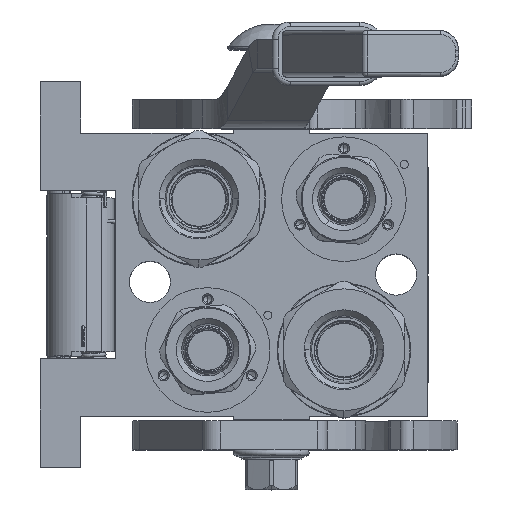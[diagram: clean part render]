
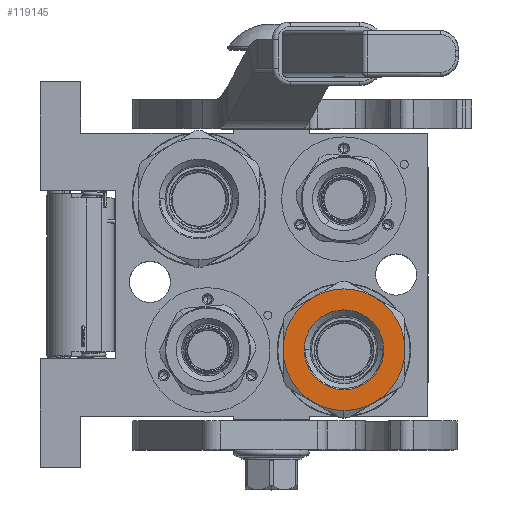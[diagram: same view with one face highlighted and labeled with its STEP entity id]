
A CAD part, top view. The second image highlights one B-rep face of the part: STEP entity #119145.
In plain terms, the highlighted face is planar.
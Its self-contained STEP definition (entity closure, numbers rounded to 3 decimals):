
#1107 = CARTESIAN_POINT ( 'NONE',  ( 100.6, 10.5, -18.187 ) ) ;
#2929 = FACE_OUTER_BOUND ( 'NONE', #136052, .T. ) ;
#5500 = CARTESIAN_POINT ( 'NONE',  ( 100.6, 0., 0. ) ) ;
#5645 = CARTESIAN_POINT ( 'NONE',  ( 100.6, 10.5, 18.187 ) ) ;
#5889 = DIRECTION ( 'NONE',  ( -1., 0., 0. ) ) ;
#8489 = AXIS2_PLACEMENT_3D ( 'NONE', #49034, #35941, #80897 ) ;
#8577 = VERTEX_POINT ( 'NONE', #57340 ) ;
#10095 = EDGE_CURVE ( 'NONE', #130368, #108783, #13198, .T. ) ;
#10619 = CIRCLE ( 'NONE', #29459, 13.75 ) ;
#12901 = CARTESIAN_POINT ( 'NONE',  ( 100.6, 0., 0. ) ) ;
#13198 = CIRCLE ( 'NONE', #17277, 13.75 ) ;
#13353 = CARTESIAN_POINT ( 'NONE',  ( 100.6, -10.5, 18.187 ) ) ;
#13436 = EDGE_CURVE ( 'NONE', #19390, #112961, #75896, .T. ) ;
#16774 = DIRECTION ( 'NONE',  ( 0., 0.5, 0.866 ) ) ;
#16808 = ORIENTED_EDGE ( 'NONE', *, *, #144665, .T. ) ;
#17277 = AXIS2_PLACEMENT_3D ( 'NONE', #96985, #52973, #75461 ) ;
#19390 = VERTEX_POINT ( 'NONE', #134872 ) ;
#19648 = CARTESIAN_POINT ( 'NONE',  ( 100.6, 0., 0. ) ) ;
#20559 = ORIENTED_EDGE ( 'NONE', *, *, #13436, .F. ) ;
#23676 = DIRECTION ( 'NONE',  ( 1., 0., 0. ) ) ;
#25906 = CARTESIAN_POINT ( 'NONE',  ( 100.6, 0., 0. ) ) ;
#26406 = VERTEX_POINT ( 'NONE', #1107 ) ;
#28344 = CARTESIAN_POINT ( 'NONE',  ( 100.6, 0., 0. ) ) ;
#29459 = AXIS2_PLACEMENT_3D ( 'NONE', #89273, #100038, #111788 ) ;
#29688 = ORIENTED_EDGE ( 'NONE', *, *, #33020, .T. ) ;
#31350 = CARTESIAN_POINT ( 'NONE',  ( 100.6, -13.75, 0. ) ) ;
#32348 = VERTEX_POINT ( 'NONE', #5645 ) ;
#32460 = DIRECTION ( 'NONE',  ( 1., 0., 0. ) ) ;
#33020 = EDGE_CURVE ( 'NONE', #8577, #32348, #107296, .T. ) ;
#33420 = ORIENTED_EDGE ( 'NONE', *, *, #119797, .F. ) ;
#33955 = ORIENTED_EDGE ( 'NONE', *, *, #96087, .T. ) ;
#35941 = DIRECTION ( 'NONE',  ( -1., 0., 0. ) ) ;
#36278 = AXIS2_PLACEMENT_3D ( 'NONE', #28344, #5889, #117775 ) ;
#37077 = DIRECTION ( 'NONE',  ( 0., 0., -1. ) ) ;
#41427 = ORIENTED_EDGE ( 'NONE', *, *, #142334, .T. ) ;
#44818 = EDGE_CURVE ( 'NONE', #26406, #8577, #103919, .T. ) ;
#45592 = DIRECTION ( 'NONE',  ( 0., -0.5, -0.866 ) ) ;
#49027 = AXIS2_PLACEMENT_3D ( 'NONE', #67238, #134269, #78051 ) ;
#49034 = CARTESIAN_POINT ( 'NONE',  ( 100.6, 0., 0. ) ) ;
#52208 = EDGE_CURVE ( 'NONE', #108783, #130368, #10619, .T. ) ;
#52759 = DIRECTION ( 'NONE',  ( 1., 0., 0. ) ) ;
#52973 = DIRECTION ( 'NONE',  ( -1., 0., 0. ) ) ;
#56101 = CARTESIAN_POINT ( 'NONE',  ( 100.6, 13.75, 0. ) ) ;
#56779 = CIRCLE ( 'NONE', #8489, 21. ) ;
#57340 = CARTESIAN_POINT ( 'NONE',  ( 100.6, 21., 0. ) ) ;
#60163 = VERTEX_POINT ( 'NONE', #134599 ) ;
#63609 = AXIS2_PLACEMENT_3D ( 'NONE', #76858, #32460, #45592 ) ;
#64429 = ORIENTED_EDGE ( 'NONE', *, *, #10095, .T. ) ;
#67238 = CARTESIAN_POINT ( 'NONE',  ( 100.6, 0., 0. ) ) ;
#69007 = CIRCLE ( 'NONE', #134443, 21. ) ;
#75461 = DIRECTION ( 'NONE',  ( 0., 1., 0. ) ) ;
#75896 = CIRCLE ( 'NONE', #36278, 21. ) ;
#76858 = CARTESIAN_POINT ( 'NONE',  ( 100.6, 0., 0. ) ) ;
#78051 = DIRECTION ( 'NONE',  ( 0., 0.5, -0.866 ) ) ;
#80897 = DIRECTION ( 'NONE',  ( 0., -0.5, -0.866 ) ) ;
#83649 = DIRECTION ( 'NONE',  ( 1., 0., 0. ) ) ;
#85432 = AXIS2_PLACEMENT_3D ( 'NONE', #19648, #52759, #142237 ) ;
#89273 = CARTESIAN_POINT ( 'NONE',  ( 100.6, 0., 0. ) ) ;
#92330 = CIRCLE ( 'NONE', #63609, 21. ) ;
#95854 = CARTESIAN_POINT ( 'NONE',  ( 100.6, -10.5, -18.187 ) ) ;
#96087 = EDGE_CURVE ( 'NONE', #118374, #60163, #92330, .T. ) ;
#96985 = CARTESIAN_POINT ( 'NONE',  ( 100.6, 0., 0. ) ) ;
#100038 = DIRECTION ( 'NONE',  ( -1., 0., 0. ) ) ;
#102020 = AXIS2_PLACEMENT_3D ( 'NONE', #25906, #104041, #37077 ) ;
#102296 = DIRECTION ( 'NONE',  ( 0., -0.5, -0.866 ) ) ;
#103919 = CIRCLE ( 'NONE', #49027, 21. ) ;
#104041 = DIRECTION ( 'NONE',  ( -1., 0., 0. ) ) ;
#107296 = CIRCLE ( 'NONE', #85432, 21. ) ;
#108783 = VERTEX_POINT ( 'NONE', #31350 ) ;
#109996 = ORIENTED_EDGE ( 'NONE', *, *, #44818, .T. ) ;
#111788 = DIRECTION ( 'NONE',  ( 0., -1., 0. ) ) ;
#112961 = VERTEX_POINT ( 'NONE', #13353 ) ;
#115279 = CIRCLE ( 'NONE', #119257, 21. ) ;
#117775 = DIRECTION ( 'NONE',  ( 0., -1., 0. ) ) ;
#118374 = VERTEX_POINT ( 'NONE', #95854 ) ;
#119145 = ADVANCED_FACE ( 'NONE', ( #2929, #119969 ), #137717, .F. ) ;
#119257 = AXIS2_PLACEMENT_3D ( 'NONE', #5500, #83649, #16774 ) ;
#119797 = EDGE_CURVE ( 'NONE', #118374, #19390, #56779, .T. ) ;
#119969 = FACE_BOUND ( 'NONE', #131864, .T. ) ;
#130368 = VERTEX_POINT ( 'NONE', #56101 ) ;
#131864 = EDGE_LOOP ( 'NONE', ( #64429, #142223 ) ) ;
#134269 = DIRECTION ( 'NONE',  ( 1., 0., 0. ) ) ;
#134443 = AXIS2_PLACEMENT_3D ( 'NONE', #12901, #23676, #102296 ) ;
#134599 = CARTESIAN_POINT ( 'NONE',  ( 100.6, 0., -21. ) ) ;
#134872 = CARTESIAN_POINT ( 'NONE',  ( 100.6, -21., 0. ) ) ;
#136052 = EDGE_LOOP ( 'NONE', ( #109996, #29688, #41427, #20559, #33420, #33955, #16808 ) ) ;
#137717 = PLANE ( 'NONE',  #102020 ) ;
#142223 = ORIENTED_EDGE ( 'NONE', *, *, #52208, .T. ) ;
#142237 = DIRECTION ( 'NONE',  ( 0., 1., 0. ) ) ;
#142334 = EDGE_CURVE ( 'NONE', #32348, #112961, #115279, .T. ) ;
#144665 = EDGE_CURVE ( 'NONE', #60163, #26406, #69007, .T. ) ;
